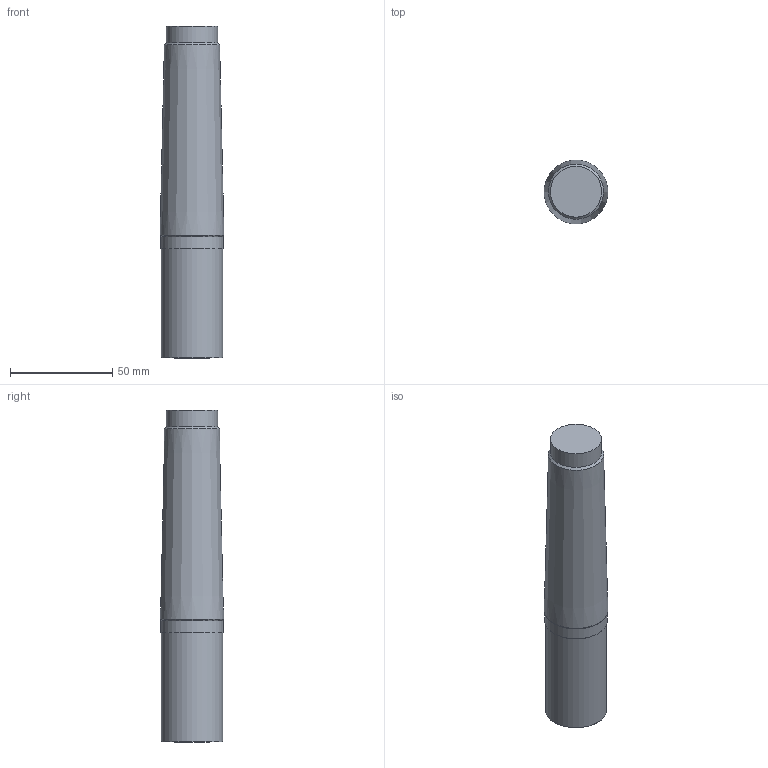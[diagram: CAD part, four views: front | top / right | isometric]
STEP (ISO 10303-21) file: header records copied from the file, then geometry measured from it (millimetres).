
FILE_DESCRIPTION(/* description */ (''),/* implementation_level */ '2;1');
FILE_NAME(/* name */ 'BC04058211660.stp',/* time_stamp */ '2017-09-14T10:19:50+06:00',/* author */ (''),/* organization */ (''),/* preprocessor_version */ 'ST-DEVELOPER v16',/* originating_system */ 'SIEMENS PLM Software NX 11.0',/* authorisation */ '');
FILE_SCHEMA (('AUTOMOTIVE_DESIGN { 1 0 10303 214 3 1 1 1 }'));
Length unit declared in the file: millimetre
Products named in the file (1): BC04058211660
Bounding box: 31.27 x 31.27 x 162.5 mm (x, y, z)
Volume: 104966.5 mm3; surface area: 18825.4 mm2
Topology: 2 solids, 2 shells, 17 faces, 30 edges, 20 vertices
Faces by surface type: plane 7, cone 5, cylinder 5
Full cylindrical faces by diameter (mm): 16 x1, 17 x1, 25 x1, 30 x1, 30.567 x1
Entity records: 443 total; most frequent: CARTESIAN_POINT 114, DIRECTION 68, AXIS2_PLACEMENT_3D 34, ORIENTED_EDGE 32, EDGE_LOOP 30, FACE_BOUND 26, ADVANCED_FACE 17, VERTEX_POINT 16
